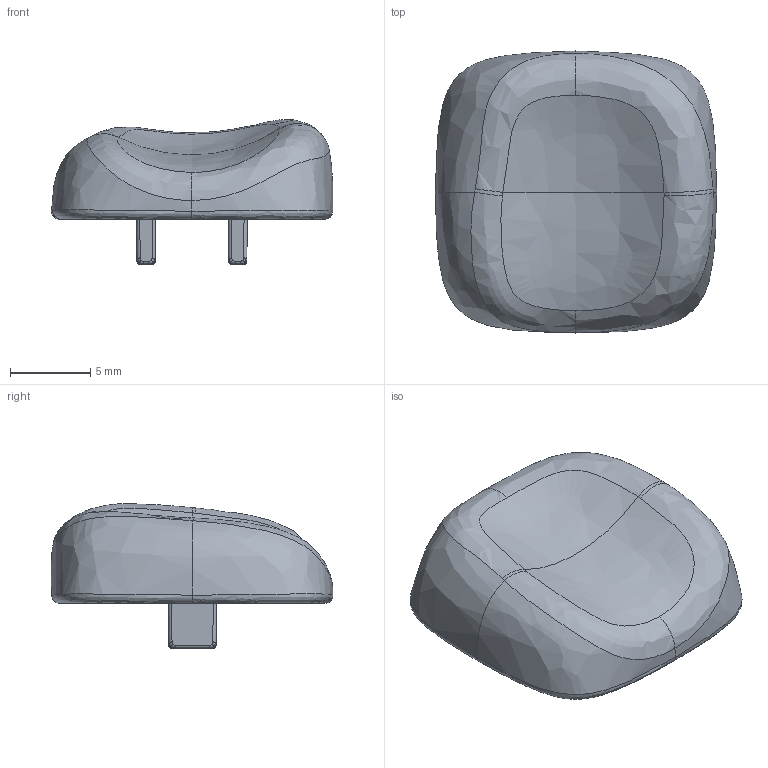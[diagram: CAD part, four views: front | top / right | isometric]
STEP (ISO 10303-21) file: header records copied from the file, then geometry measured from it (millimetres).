
FILE_DESCRIPTION(/* description */ (''),/* implementation_level */ '2;1');
FILE_NAME(/* name */ 'Choc_Thumb_Right.step',/* time_stamp */ '2024-08-30T03:56:24+05:00',/* author */ (''),/* organization */ (''),/* preprocessor_version */ 'ST-DEVELOPER v20',/* originating_system */ 'Autodesk Translation Framework v13.14.0.145',/* authorisation */ '');
FILE_SCHEMA (('AUTOMOTIVE_DESIGN { 1 0 10303 214 3 1 1 }'));
Length unit declared in the file: millimetre
Products named in the file (1): THUMB_SIDE
Bounding box: 17.49 x 17.54 x 9.01 mm (x, y, z)
Volume: 1087.9 mm3; surface area: 861.5 mm2
Topology: 1 solids, 1 shells, 151 faces, 378 edges, 232 vertices
Faces by surface type: bspline 115, cylinder 24, plane 12
Entity records: 13050 total; most frequent: CARTESIAN_POINT 9843, ORIENTED_EDGE 756, DIRECTION 532, EDGE_CURVE 378, AXIS2_PLACEMENT_3D 242, VERTEX_POINT 232, CIRCLE 205, EDGE_LOOP 154
